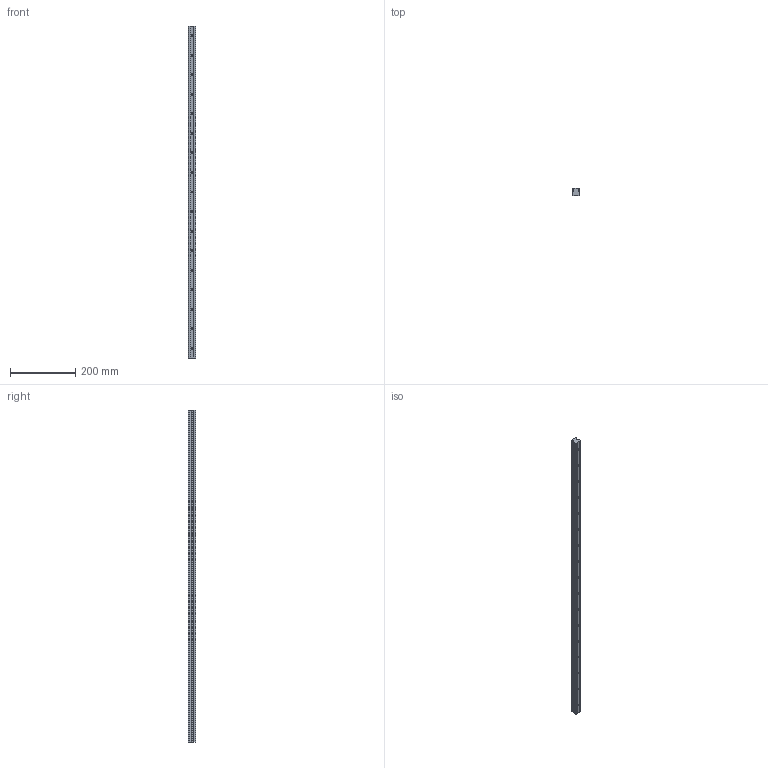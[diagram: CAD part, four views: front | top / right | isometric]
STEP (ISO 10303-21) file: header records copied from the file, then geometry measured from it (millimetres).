
FILE_DESCRIPTION ((), '1');
FILE_NAME ('B25.stp', '2024-01-24T12:27:23', ('Unknown'), ('Unknown'), 'HarmonyWare STEP v2.0.5', 'Vectorworks', '');
FILE_SCHEMA (('CONFIG_CONTROL_DESIGN'));
Length unit declared in the file: millimetre
Products named in the file (1): NONE
Bounding box: 23 x 21.8 x 1020 mm (x, y, z)
Volume: 417298.9 mm3; surface area: 98711.5 mm2
Topology: 1 solids, 1 shells, 62 faces, 165 edges, 105 vertices
Faces by surface type: bspline 62
Entity records: 3512 total; most frequent: CARTESIAN_POINT 2493, ORIENTED_EDGE 296, EDGE_CURVE 148, B_SPLINE_CURVE_WITH_KNOTS 131, VERTEX_POINT 105, EDGE_LOOP 79, FACE_OUTER_BOUND 62, ADVANCED_FACE 62
